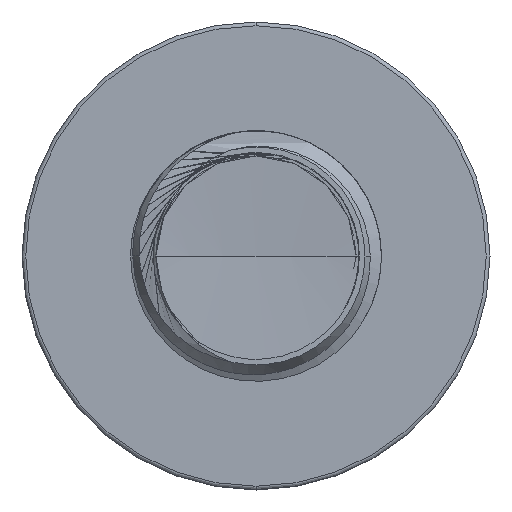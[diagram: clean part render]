
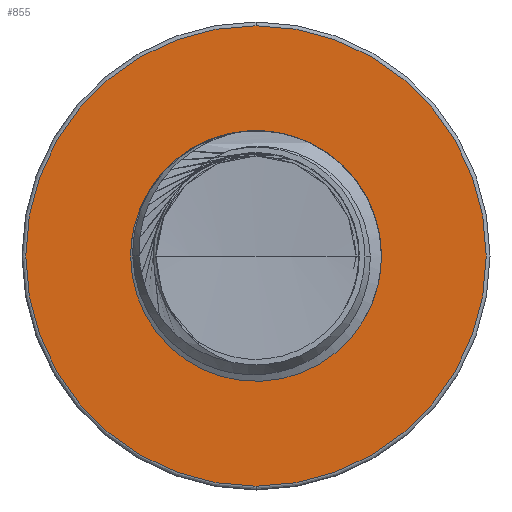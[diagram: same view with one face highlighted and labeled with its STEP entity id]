
A CAD part, front view. The second image highlights one B-rep face of the part: STEP entity #855.
In plain terms, the highlighted planar face has unit normal (0, -1, 0).
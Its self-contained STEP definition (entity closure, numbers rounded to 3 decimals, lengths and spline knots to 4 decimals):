
#727 = CIRCLE ( 'NONE', #5314, 2.755 ) ;
#855 = ADVANCED_FACE ( 'NONE', ( #12063, #30783 ), #38686, .T. ) ;
#1984 = CARTESIAN_POINT ( 'NONE',  ( 0., 27.5, -2.755 ) ) ;
#3981 = EDGE_CURVE ( 'NONE', #16109, #36922, #12568, .T. ) ;
#4496 = CARTESIAN_POINT ( 'NONE',  ( 0., 27.5, 0. ) ) ;
#4919 = CARTESIAN_POINT ( 'NONE',  ( 0., 27.5, 0. ) ) ;
#5314 = AXIS2_PLACEMENT_3D ( 'NONE', #4496, #29178, #7986 ) ;
#7207 = AXIS2_PLACEMENT_3D ( 'NONE', #41290, #38722, #27305 ) ;
#7423 = ORIENTED_EDGE ( 'NONE', *, *, #9054, .T. ) ;
#7986 = DIRECTION ( 'NONE',  ( 0., 0., -1. ) ) ;
#8220 = CARTESIAN_POINT ( 'NONE',  ( 0., 27.5, 1.4363 ) ) ;
#8462 = DIRECTION ( 'NONE',  ( 0., 0., -1. ) ) ;
#9054 = EDGE_CURVE ( 'NONE', #27549, #21197, #10272, .T. ) ;
#10135 = AXIS2_PLACEMENT_3D ( 'NONE', #33076, #12187, #36218 ) ;
#10272 = CIRCLE ( 'NONE', #37543, 2.755 ) ;
#12063 = FACE_OUTER_BOUND ( 'NONE', #38699, .T. ) ;
#12187 = DIRECTION ( 'NONE',  ( 0., -1., 0. ) ) ;
#12568 = CIRCLE ( 'NONE', #23325, 1.4363 ) ;
#15909 = CIRCLE ( 'NONE', #10135, 1.4363 ) ;
#16109 = VERTEX_POINT ( 'NONE', #23844 ) ;
#16717 = EDGE_LOOP ( 'NONE', ( #25921, #37195 ) ) ;
#21197 = VERTEX_POINT ( 'NONE', #32433 ) ;
#23325 = AXIS2_PLACEMENT_3D ( 'NONE', #40770, #40685, #40675 ) ;
#23844 = CARTESIAN_POINT ( 'NONE',  ( 0., 27.5, -1.4363 ) ) ;
#25921 = ORIENTED_EDGE ( 'NONE', *, *, #3981, .F. ) ;
#27305 = DIRECTION ( 'NONE',  ( 0., 0., -1. ) ) ;
#27549 = VERTEX_POINT ( 'NONE', #1984 ) ;
#29178 = DIRECTION ( 'NONE',  ( 0., -1., 0. ) ) ;
#29622 = DIRECTION ( 'NONE',  ( 0., -1., 0. ) ) ;
#30783 = FACE_BOUND ( 'NONE', #16717, .T. ) ;
#32237 = EDGE_CURVE ( 'NONE', #21197, #27549, #727, .T. ) ;
#32433 = CARTESIAN_POINT ( 'NONE',  ( 0., 27.5, 2.755 ) ) ;
#32478 = EDGE_CURVE ( 'NONE', #36922, #16109, #15909, .T. ) ;
#33076 = CARTESIAN_POINT ( 'NONE',  ( 0., 27.5, 0. ) ) ;
#36218 = DIRECTION ( 'NONE',  ( 0., 0., -1. ) ) ;
#36922 = VERTEX_POINT ( 'NONE', #8220 ) ;
#37195 = ORIENTED_EDGE ( 'NONE', *, *, #32478, .F. ) ;
#37543 = AXIS2_PLACEMENT_3D ( 'NONE', #4919, #29622, #8462 ) ;
#38628 = ORIENTED_EDGE ( 'NONE', *, *, #32237, .T. ) ;
#38686 = PLANE ( 'NONE',  #7207 ) ;
#38699 = EDGE_LOOP ( 'NONE', ( #7423, #38628 ) ) ;
#38722 = DIRECTION ( 'NONE',  ( 0., -1., 0. ) ) ;
#40675 = DIRECTION ( 'NONE',  ( 0., 0., -1. ) ) ;
#40685 = DIRECTION ( 'NONE',  ( 0., -1., 0. ) ) ;
#40770 = CARTESIAN_POINT ( 'NONE',  ( 0., 27.5, 0. ) ) ;
#41290 = CARTESIAN_POINT ( 'NONE',  ( 0., 27.5, 1.4363 ) ) ;
